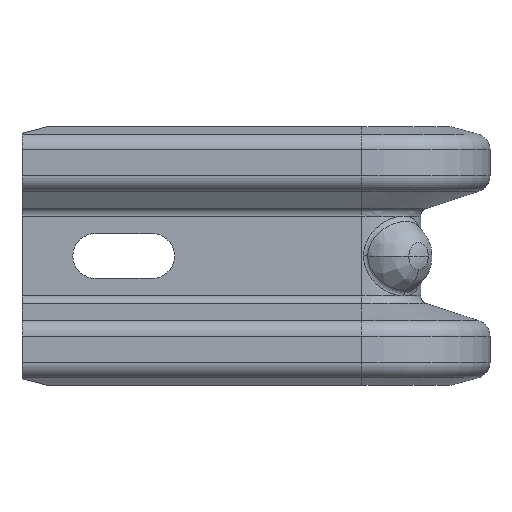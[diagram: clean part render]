
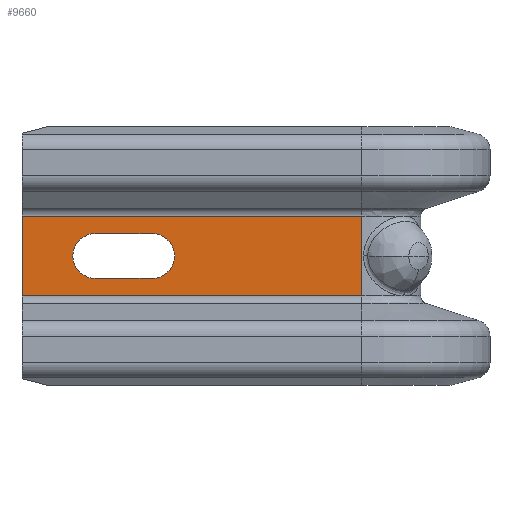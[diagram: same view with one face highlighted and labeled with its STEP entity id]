
A CAD part, left-side view. The second image highlights one B-rep face of the part: STEP entity #9660.
In plain terms, the highlighted planar face has unit normal (-1, 0, 0).
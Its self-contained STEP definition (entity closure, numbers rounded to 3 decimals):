
#1819=DIRECTION('',(0.,1.,0.));
#1820=VECTOR('',#1819,14.);
#1821=CARTESIAN_POINT('',(-157.,83.,5.5));
#1822=LINE('',#1821,#1820);
#1823=CARTESIAN_POINT('',(-157.,97.,0.));
#1824=DIRECTION('',(1.,0.,0.));
#1825=DIRECTION('',(0.,0.,-1.));
#1826=AXIS2_PLACEMENT_3D('',#1823,#1824,#1825);
#1828=DIRECTION('',(0.,-1.,0.));
#1829=VECTOR('',#1828,14.);
#1830=CARTESIAN_POINT('',(-157.,97.,-5.5));
#1831=LINE('',#1830,#1829);
#1832=CARTESIAN_POINT('',(-157.,83.,0.));
#1833=DIRECTION('',(1.,0.,0.));
#1834=DIRECTION('',(0.,0.,1.));
#1835=AXIS2_PLACEMENT_3D('',#1832,#1833,#1834);
#1837=DIRECTION('',(0.,0.,1.));
#1838=VECTOR('',#1837,19.6);
#1839=CARTESIAN_POINT('',(-157.,115.,-9.8));
#1840=LINE('',#1839,#1838);
#1841=DIRECTION('',(0.,0.,1.));
#1842=VECTOR('',#1841,19.6);
#1843=CARTESIAN_POINT('',(-157.,31.5,-9.8));
#1844=LINE('',#1843,#1842);
#1845=DIRECTION('',(0.,1.,0.));
#1846=VECTOR('',#1845,83.5);
#1847=CARTESIAN_POINT('',(-157.,31.5,-9.8));
#1848=LINE('',#1847,#1846);
#5201=DIRECTION('',(0.,1.,0.));
#5202=VECTOR('',#5201,83.5);
#5203=CARTESIAN_POINT('',(-157.,31.5,9.8));
#5204=LINE('',#5203,#5202);
#6389=CARTESIAN_POINT('',(-157.,31.5,-9.8));
#6390=VERTEX_POINT('',#6389);
#6391=CARTESIAN_POINT('',(-157.,31.5,9.8));
#6392=VERTEX_POINT('',#6391);
#6485=CARTESIAN_POINT('',(-157.,83.,5.5));
#6486=CARTESIAN_POINT('',(-157.,97.,5.5));
#6487=VERTEX_POINT('',#6485);
#6488=VERTEX_POINT('',#6486);
#6489=CARTESIAN_POINT('',(-157.,97.,-5.5));
#6490=VERTEX_POINT('',#6489);
#6491=CARTESIAN_POINT('',(-157.,83.,-5.5));
#6492=VERTEX_POINT('',#6491);
#7799=CARTESIAN_POINT('',(-157.,115.,-9.8));
#7800=VERTEX_POINT('',#7799);
#7801=CARTESIAN_POINT('',(-157.,115.,9.8));
#7802=VERTEX_POINT('',#7801);
#9637=CARTESIAN_POINT('',(-157.,31.5,-9.8));
#9638=DIRECTION('',(-1.,0.,0.));
#9639=DIRECTION('',(0.,0.,1.));
#9640=AXIS2_PLACEMENT_3D('',#9637,#9638,#9639);
#9641=PLANE('',#9640);
#9643=ORIENTED_EDGE('',*,*,#9642,.T.);
#9645=ORIENTED_EDGE('',*,*,#9644,.F.);
#9646=ORIENTED_EDGE('',*,*,#8519,.F.);
#9647=ORIENTED_EDGE('',*,*,#9629,.T.);
#9648=EDGE_LOOP('',(#9643,#9645,#9646,#9647));
#9649=FACE_OUTER_BOUND('',#9648,.F.);
#9651=ORIENTED_EDGE('',*,*,#9650,.T.);
#9653=ORIENTED_EDGE('',*,*,#9652,.F.);
#9655=ORIENTED_EDGE('',*,*,#9654,.T.);
#9657=ORIENTED_EDGE('',*,*,#9656,.F.);
#9658=EDGE_LOOP('',(#9651,#9653,#9655,#9657));
#9659=FACE_BOUND('',#9658,.F.);
#9660=ADVANCED_FACE('',(#9649,#9659),#9641,.T.);
#1827=CIRCLE('',#1826,5.5);
#1836=CIRCLE('',#1835,5.5);
#8519=EDGE_CURVE('',#6390,#6392,#1844,.T.);
#9629=EDGE_CURVE('',#6390,#7800,#1848,.T.);
#9642=EDGE_CURVE('',#7800,#7802,#1840,.T.);
#9644=EDGE_CURVE('',#6392,#7802,#5204,.T.);
#9650=EDGE_CURVE('',#6487,#6488,#1822,.T.);
#9652=EDGE_CURVE('',#6490,#6488,#1827,.T.);
#9654=EDGE_CURVE('',#6490,#6492,#1831,.T.);
#9656=EDGE_CURVE('',#6487,#6492,#1836,.T.);
